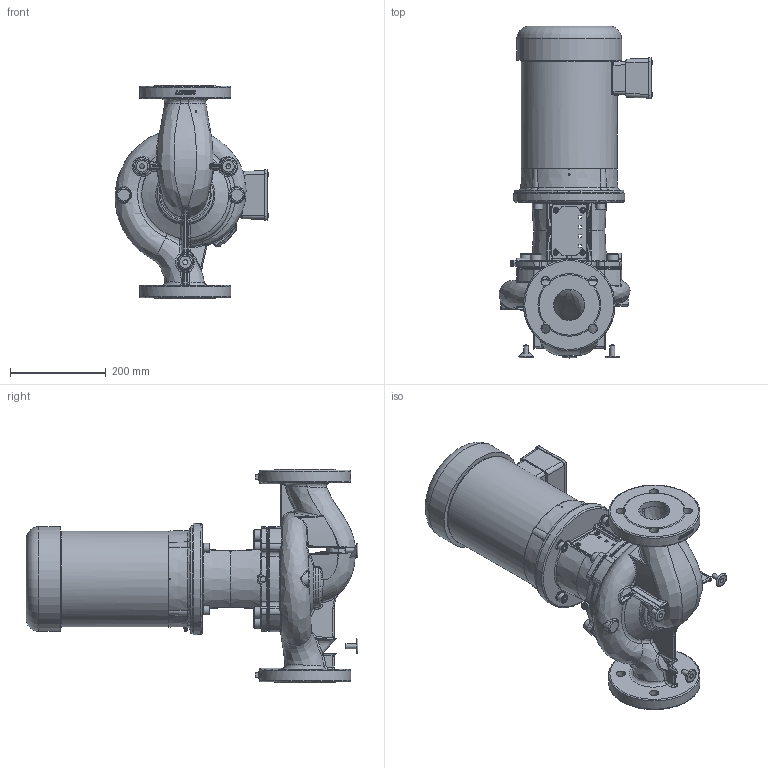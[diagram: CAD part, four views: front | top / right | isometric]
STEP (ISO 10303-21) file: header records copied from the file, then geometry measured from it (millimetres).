
FILE_DESCRIPTION(/* description */ (''),/* implementation_level */ '2;1');
FILE_NAME(/* name */ '2760736 - PUMP IL2.5-45_360-4-S1E 460V_3_60 TEFC_Shrinkwrap_1.stp',/* time_stamp */ '2022-03-24T09:52:30-05:00',/* author */ ('faliszekte'),/* organization */ (''),/* preprocessor_version */ 'ST-DEVELOPER v18.1',/* originating_system */ 'Autodesk Inventor 2021',/* authorisation */ '');
FILE_SCHEMA (('AUTOMOTIVE_DESIGN { 1 0 10303 214 3 1 1 }'));
Products named in the file (1): 2760736 - PUMP IL2.5-45_360-4-S1E 460V_3_60 TEFC_Shrinkwrap_1
Bounding box: 321.15 x 692.04 x 444.49 mm (x, y, z)
Surface area: 1030476.4 mm2 (no closed solid volume)
Topology: 0 solids, 39 shells, 3102 faces, 8884 edges, 5772 vertices
Faces by surface type: plane 1229, cylinder 936, bspline 505, cone 254, torus 117, sphere 61
Full cylindrical faces by diameter (mm): 3.734 x1, 3.768 x1, 8 x2, 8.141 x10, 8.179 x8, 9 x8, 10.11 x3, 10.162 x60, 10.516 x4, 11 x8, 11.1 x1, 12.7 x60, 13.495 x2, 19.05 x12, 23.812 x4, 65 x1, 190.5 x2, 199.542 x1, 215.862 x1, 218.328 x1
Entity records: 171052 total; most frequent: CARTESIAN_POINT 90458, ORIENTED_EDGE 16457, DIRECTION 15541, EDGE_CURVE 8848, AXIS2_PLACEMENT_3D 5773, VERTEX_POINT 5772, LINE 3995, VECTOR 3995
